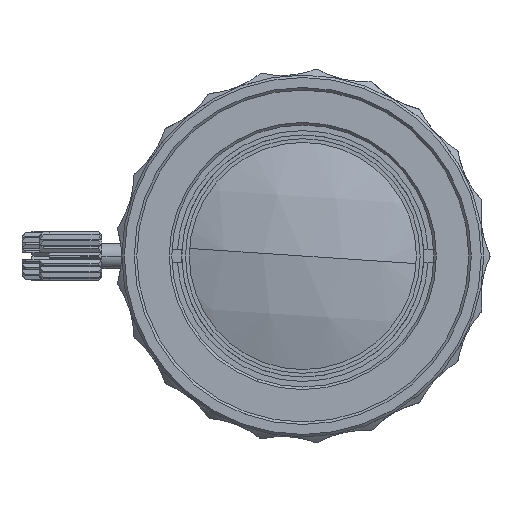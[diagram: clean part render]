
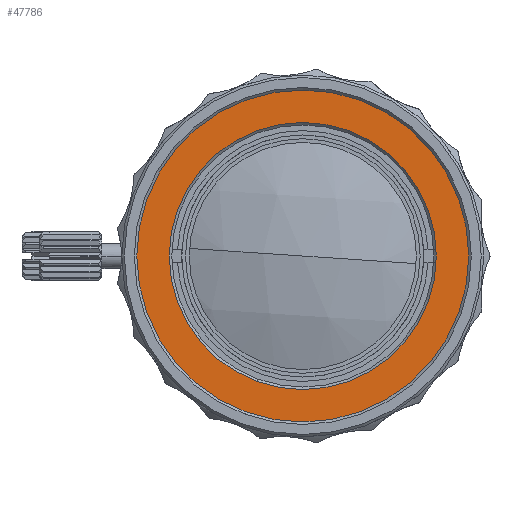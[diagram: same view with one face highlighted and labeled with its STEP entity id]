
A CAD part, left-side view. The second image highlights one B-rep face of the part: STEP entity #47786.
In plain terms, the highlighted planar face has unit normal (-1, 0, 0).
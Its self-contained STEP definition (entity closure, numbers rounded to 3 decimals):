
#332 = CARTESIAN_POINT ( 'NONE',  ( -3.553, -8.347, -17.9 ) ) ;
#1974 = CARTESIAN_POINT ( 'NONE',  ( -3.553, 3.66, -10.055 ) ) ;
#2375 = CARTESIAN_POINT ( 'NONE',  ( -3.553, 0., 0. ) ) ;
#8741 = EDGE_LOOP ( 'NONE', ( #80162, #9680 ) ) ;
#9368 = EDGE_CURVE ( 'NONE', #51399, #57315, #10983, .T. ) ;
#9680 = ORIENTED_EDGE ( 'NONE', *, *, #38469, .F. ) ;
#10161 = ORIENTED_EDGE ( 'NONE', *, *, #62304, .T. ) ;
#10983 = CIRCLE ( 'NONE', #31082, 10.7 ) ;
#11387 = VERTEX_POINT ( 'NONE', #24999 ) ;
#12904 = FACE_OUTER_BOUND ( 'NONE', #8741, .T. ) ;
#14645 = AXIS2_PLACEMENT_3D ( 'NONE', #2375, #60084, #78500 ) ;
#15361 = CIRCLE ( 'NONE', #56733, 13.8 ) ;
#18117 = DIRECTION ( 'NONE',  ( 1., 0., 0. ) ) ;
#24395 = CARTESIAN_POINT ( 'NONE',  ( -3.553, 0., 0. ) ) ;
#24999 = CARTESIAN_POINT ( 'NONE',  ( -3.553, -4.72, 12.968 ) ) ;
#25975 = EDGE_CURVE ( 'NONE', #11387, #45701, #15361, .T. ) ;
#27225 = CARTESIAN_POINT ( 'NONE',  ( -3.553, -3.66, 10.055 ) ) ;
#30368 = CARTESIAN_POINT ( 'NONE',  ( -3.553, 0., 0. ) ) ;
#31082 = AXIS2_PLACEMENT_3D ( 'NONE', #65362, #71657, #72878 ) ;
#31755 = DIRECTION ( 'NONE',  ( -1., 0., 0. ) ) ;
#32419 = CIRCLE ( 'NONE', #33791, 13.8 ) ;
#33791 = AXIS2_PLACEMENT_3D ( 'NONE', #24395, #18117, #44860 ) ;
#34063 = EDGE_LOOP ( 'NONE', ( #66963, #10161 ) ) ;
#34437 = CARTESIAN_POINT ( 'NONE',  ( -3.553, 4.72, -12.968 ) ) ;
#38469 = EDGE_CURVE ( 'NONE', #45701, #11387, #32419, .T. ) ;
#44860 = DIRECTION ( 'NONE',  ( 0., -0.342, 0.94 ) ) ;
#45105 = FACE_BOUND ( 'NONE', #34063, .T. ) ;
#45517 = PLANE ( 'NONE',  #55553 ) ;
#45701 = VERTEX_POINT ( 'NONE', #34437 ) ;
#47786 = ADVANCED_FACE ( 'NONE', ( #45105, #12904 ), #45517, .T. ) ;
#51399 = VERTEX_POINT ( 'NONE', #27225 ) ;
#55553 = AXIS2_PLACEMENT_3D ( 'NONE', #332, #31755, #71431 ) ;
#56733 = AXIS2_PLACEMENT_3D ( 'NONE', #30368, #68787, #62529 ) ;
#57315 = VERTEX_POINT ( 'NONE', #1974 ) ;
#60084 = DIRECTION ( 'NONE',  ( 1., 0., 0. ) ) ;
#62304 = EDGE_CURVE ( 'NONE', #57315, #51399, #73379, .T. ) ;
#62529 = DIRECTION ( 'NONE',  ( 0., -0.342, 0.94 ) ) ;
#65362 = CARTESIAN_POINT ( 'NONE',  ( -3.553, 0., 0. ) ) ;
#66963 = ORIENTED_EDGE ( 'NONE', *, *, #9368, .T. ) ;
#68787 = DIRECTION ( 'NONE',  ( 1., 0., 0. ) ) ;
#71431 = DIRECTION ( 'NONE',  ( 0., -0.342, 0.94 ) ) ;
#71657 = DIRECTION ( 'NONE',  ( 1., 0., 0. ) ) ;
#72878 = DIRECTION ( 'NONE',  ( 0., -0.342, 0.94 ) ) ;
#73379 = CIRCLE ( 'NONE', #14645, 10.7 ) ;
#78500 = DIRECTION ( 'NONE',  ( 0., -0.342, 0.94 ) ) ;
#80162 = ORIENTED_EDGE ( 'NONE', *, *, #25975, .F. ) ;
